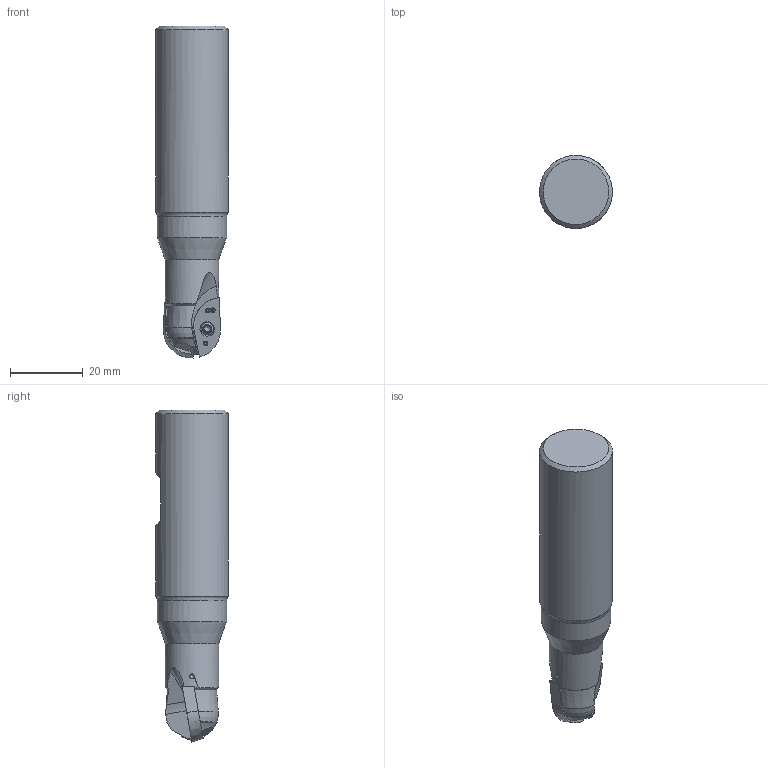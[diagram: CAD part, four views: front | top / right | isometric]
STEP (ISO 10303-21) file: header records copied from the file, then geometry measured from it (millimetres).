
FILE_DESCRIPTION(/* description */ (''),/* implementation_level */ '2;1');
FILE_NAME(/* name */ '1580274518776.stp',/* time_stamp */ '2020-01-29T10:38:51+05:00',/* author */ (''),/* organization */ ('SMS'),/* preprocessor_version */ 'ST-DEVELOPER v16.7',/* originating_system */ 'SIEMENS PLM Software NX 12.0',/* authorisation */ '');
FILE_SCHEMA (('AUTOMOTIVE_DESIGN { 1 0 10303 214 3 1 1 1 }'));
Length unit declared in the file: millimetre
Products named in the file (4): ASSEMBLY_CONSTRUCTION; 202029875mod000_00; 202317178mod000_00; 202317231mod000_00
Assembly tree (4 placements, depth 2):
  202317231mod000_00
    202317178mod000_00
    202029875mod000_00  x2
    ASSEMBLY_CONSTRUCTION
Bounding box: 19.96 x 19.99 x 90.99 mm (x, y, z)
Volume: 22321.3 mm3; surface area: 6178.1 mm2
Topology: 3 solids, 3 shells, 169 faces, 437 edges, 295 vertices
Faces by surface type: plane 69, cone 41, extrusion 24, cylinder 13, sphere 9, bspline 8, torus 5
Full cylindrical faces by diameter (mm): 2.5 x2, 2.9 x2, 3.45 x2, 14.7 x1, 19 x1, 19.994 x1
Entity records: 6315 total; most frequent: CARTESIAN_POINT 2546, DIRECTION 752, ORIENTED_EDGE 712, EDGE_CURVE 356, AXIS2_PLACEMENT_3D 310, VERTEX_POINT 244, EDGE_LOOP 189, ADVANCED_FACE 154
